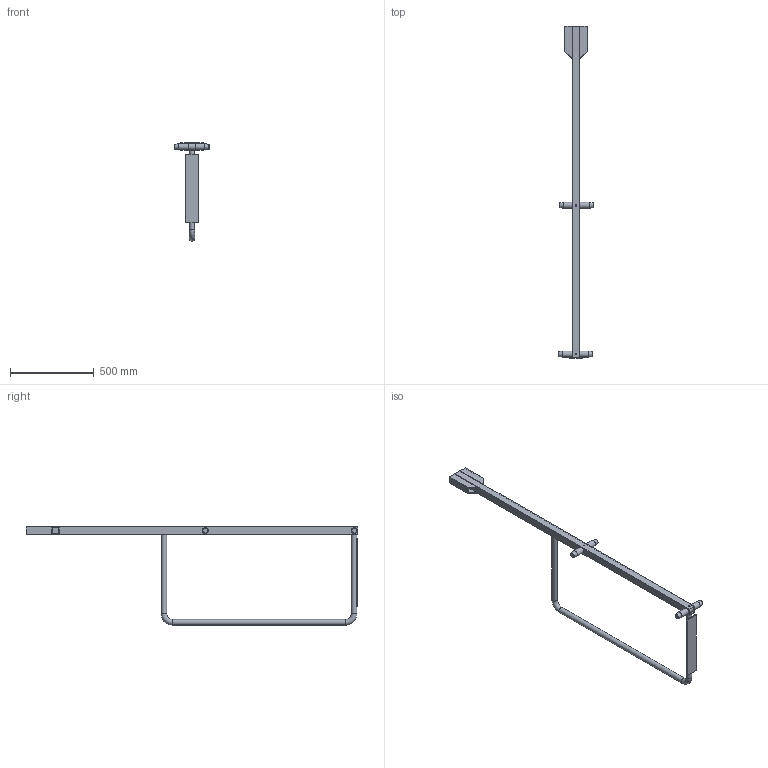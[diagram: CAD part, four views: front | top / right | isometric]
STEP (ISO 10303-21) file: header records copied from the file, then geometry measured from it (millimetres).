
FILE_DESCRIPTION(/* description */ (''),/* implementation_level */ '2;1');
FILE_NAME(/* name */ 'FE-00001_ASM_3_ASM.stp',/* time_stamp */ '2017-01-08T11:03:07-05:00',/* author */ ('jeff1'),/* organization */ (''),/* preprocessor_version */ 'ST-DEVELOPER v16.5',/* originating_system */ 'Autodesk Inventor 2017',/* authorisation */ '');
FILE_SCHEMA (('AUTOMOTIVE_DESIGN { 1 0 10303 214 3 1 1 }'));
Length unit declared in the file: inch
Products named in the file (6): FE-00001_ASM_3_ASM; FE-00001-05_1; FE-00001-02_1; FE-00001-03_1; FE-00001-01_1; FE-00001-04_1
Assembly tree (7 placements, depth 2):
  FE-00001_ASM_3_ASM
    FE-00001-05_1
    FE-00001-02_1
    FE-00001-03_1
    FE-00001-01_1  x2
    FE-00001-04_1  x2
Bounding box: 209.55 x 1981.2 x 585.85 mm (x, y, z)
Volume: 2490279 mm3; surface area: 1286578 mm2
Topology: 7 solids, 7 shells, 66 faces, 148 edges, 96 vertices
Faces by surface type: plane 42, cylinder 16, torus 4, cone 4
Full cylindrical faces by diameter (mm): 9.525 x4, 26.645 x3, 33.401 x3, 36.512 x6
Entity records: 1539 total; most frequent: DIRECTION 252, CARTESIAN_POINT 228, ORIENTED_EDGE 184, AXIS2_PLACEMENT_3D 96, EDGE_LOOP 94, EDGE_CURVE 92, VERTEX_POINT 72, LINE 60
